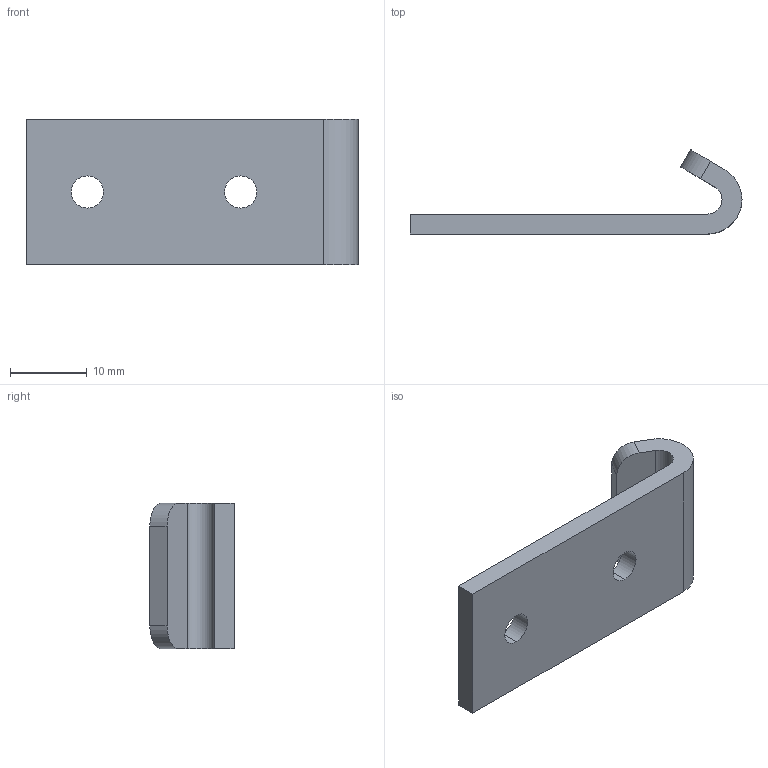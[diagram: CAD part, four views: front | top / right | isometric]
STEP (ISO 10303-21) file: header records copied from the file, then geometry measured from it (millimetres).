
FILE_DESCRIPTION (( 'STEP AP214' ), '1' );
FILE_NAME ('03625-Hold Down Latch Extra Strike Stainless Steel 43mm.STEP', '2018-09-24T22:07:47', ( '' ), ( '' ), 'SwSTEP 2.0', 'SolidWorks 2018', '' );
FILE_SCHEMA (( 'AUTOMOTIVE_DESIGN' ));
Length unit declared in the file: millimetre
Products named in the file (1): 03625-Hold Down Latch Extra Strike Stainless Steel 43mm
Bounding box: 43.3 x 11 x 19 mm (x, y, z)
Volume: 2499.3 mm3; surface area: 2395.1 mm2
Topology: 1 solids, 1 shells, 283 faces, 768 edges, 512 vertices
Faces by surface type: plane 156, bspline 119, cylinder 8
Entity records: 15594 total; most frequent: CARTESIAN_POINT 9211, ORIENTED_EDGE 1536, DIRECTION 876, EDGE_CURVE 768, LINE 514, VECTOR 514, VERTEX_POINT 512, EDGE_LOOP 312
